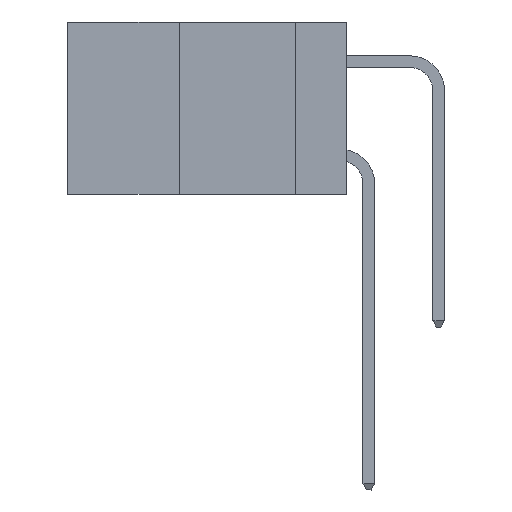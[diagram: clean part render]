
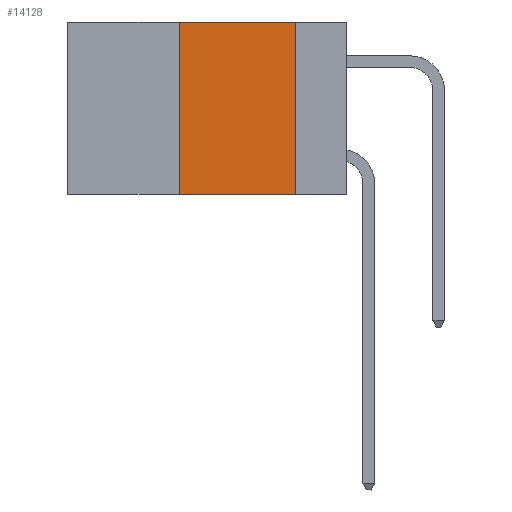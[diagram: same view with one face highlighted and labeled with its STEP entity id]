
A CAD part, left-side view. The second image highlights one B-rep face of the part: STEP entity #14128.
In plain terms, the highlighted planar face has unit normal (-1, 0, 0).
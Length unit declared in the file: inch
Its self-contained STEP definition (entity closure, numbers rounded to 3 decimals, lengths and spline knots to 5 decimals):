
#1013 = DIRECTION ( 'NONE',  ( 0., 0., -1. ) ) ;
#1219 = DIRECTION ( 'NONE',  ( 0., -1., 0. ) ) ;
#1250 = DIRECTION ( 'NONE',  ( 0., 0., -1. ) ) ;
#2299 = EDGE_LOOP ( 'NONE', ( #10400, #3210, #8368, #9076 ) ) ;
#3210 = ORIENTED_EDGE ( 'NONE', *, *, #16186, .F. ) ;
#3704 = VECTOR ( 'NONE', #1219, 39.37008 ) ;
#4118 = PLANE ( 'NONE',  #17282 ) ;
#4372 = CARTESIAN_POINT ( 'NONE',  ( 0., 0.6, 0. ) ) ;
#4916 = DIRECTION ( 'NONE',  ( 0., -1., 0. ) ) ;
#6142 = CARTESIAN_POINT ( 'NONE',  ( 0., 0.11, 0. ) ) ;
#6402 = CARTESIAN_POINT ( 'NONE',  ( 0., 0.6, -0.37 ) ) ;
#7396 = VECTOR ( 'NONE', #4916, 39.37008 ) ;
#8368 = ORIENTED_EDGE ( 'NONE', *, *, #10798, .F. ) ;
#8390 = VERTEX_POINT ( 'NONE', #6142 ) ;
#8712 = CARTESIAN_POINT ( 'NONE',  ( 0., 0.6, 0. ) ) ;
#9076 = ORIENTED_EDGE ( 'NONE', *, *, #11988, .T. ) ;
#9682 = DIRECTION ( 'NONE',  ( 0., 0., 1. ) ) ;
#10283 = VECTOR ( 'NONE', #1013, 39.37008 ) ;
#10400 = ORIENTED_EDGE ( 'NONE', *, *, #12592, .F. ) ;
#10798 = EDGE_CURVE ( 'NONE', #16993, #18937, #12669, .T. ) ;
#11166 = CARTESIAN_POINT ( 'NONE',  ( 0., 0.36, 0. ) ) ;
#11341 = LINE ( 'NONE', #16196, #10283 ) ;
#11988 = EDGE_CURVE ( 'NONE', #16993, #18233, #13785, .T. ) ;
#12592 = EDGE_CURVE ( 'NONE', #8390, #18233, #11341, .T. ) ;
#12669 = LINE ( 'NONE', #11166, #16920 ) ;
#13785 = LINE ( 'NONE', #6402, #7396 ) ;
#14128 = ADVANCED_FACE ( 'NONE', ( #14956 ), #4118, .F. ) ;
#14956 = FACE_OUTER_BOUND ( 'NONE', #2299, .T. ) ;
#15799 = CARTESIAN_POINT ( 'NONE',  ( 0., 0.36, 0. ) ) ;
#16186 = EDGE_CURVE ( 'NONE', #18937, #8390, #17478, .T. ) ;
#16196 = CARTESIAN_POINT ( 'NONE',  ( 0., 0.11, 0. ) ) ;
#16920 = VECTOR ( 'NONE', #9682, 39.37008 ) ;
#16993 = VERTEX_POINT ( 'NONE', #18551 ) ;
#17282 = AXIS2_PLACEMENT_3D ( 'NONE', #8712, #19405, #1250 ) ;
#17478 = LINE ( 'NONE', #4372, #3704 ) ;
#18233 = VERTEX_POINT ( 'NONE', #19499 ) ;
#18551 = CARTESIAN_POINT ( 'NONE',  ( 0., 0.36, -0.37 ) ) ;
#18937 = VERTEX_POINT ( 'NONE', #15799 ) ;
#19405 = DIRECTION ( 'NONE',  ( 1., 0., 0. ) ) ;
#19499 = CARTESIAN_POINT ( 'NONE',  ( 0., 0.11, -0.37 ) ) ;
